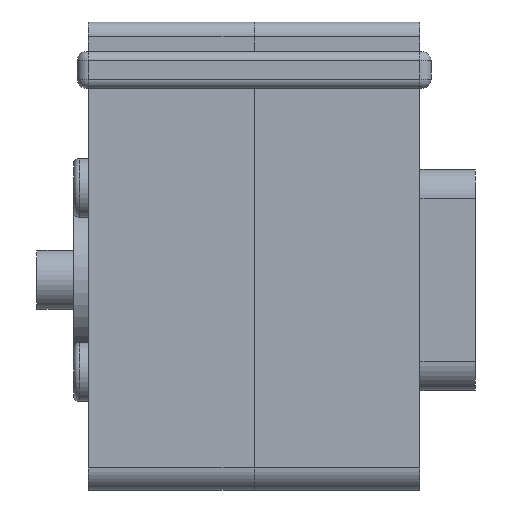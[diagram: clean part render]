
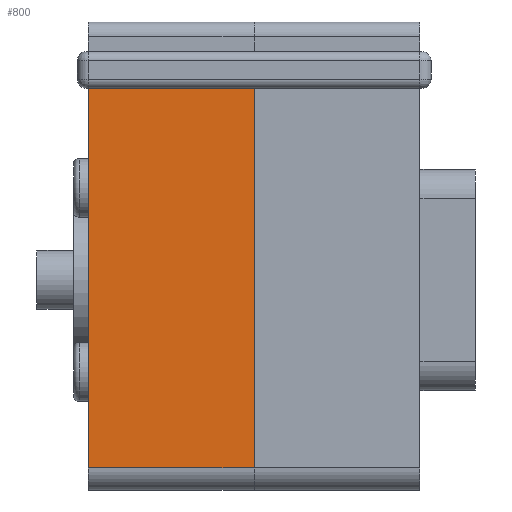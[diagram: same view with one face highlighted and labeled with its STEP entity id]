
A CAD part, left-side view. The second image highlights one B-rep face of the part: STEP entity #800.
In plain terms, the highlighted planar face has unit normal (-1, 0, 0).
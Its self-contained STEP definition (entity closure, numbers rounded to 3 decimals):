
#66 = PLANE('',#67);
#67 = AXIS2_PLACEMENT_3D('',#68,#69,#70);
#68 = CARTESIAN_POINT('',(32.897,22.5,2.541));
#69 = DIRECTION('',(0.,-1.,0.));
#70 = DIRECTION('',(-1.,0.,0.));
#168 = VERTEX_POINT('',#169);
#169 = CARTESIAN_POINT('',(0.,22.5,22.75));
#197 = EDGE_CURVE('',#168,#198,#200,.T.);
#198 = VERTEX_POINT('',#199);
#199 = CARTESIAN_POINT('',(0.,22.5,-28.75));
#200 = SURFACE_CURVE('',#201,(#205,#212),.PCURVE_S1.);
#201 = LINE('',#202,#203);
#202 = CARTESIAN_POINT('',(0.,22.5,29.75));
#203 = VECTOR('',#204,1.);
#204 = DIRECTION('',(0.,0.,-1.));
#205 = PCURVE('',#66,#206);
#206 = DEFINITIONAL_REPRESENTATION('',(#207),#211);
#207 = LINE('',#208,#209);
#208 = CARTESIAN_POINT('',(32.897,-27.209));
#209 = VECTOR('',#210,1.);
#210 = DIRECTION('',(0.,1.));
#211 = ( GEOMETRIC_REPRESENTATION_CONTEXT(2) 
PARAMETRIC_REPRESENTATION_CONTEXT() REPRESENTATION_CONTEXT('2D SPACE',''
  ) );
#212 = PCURVE('',#213,#218);
#213 = PLANE('',#214);
#214 = AXIS2_PLACEMENT_3D('',#215,#216,#217);
#215 = CARTESIAN_POINT('',(0.,0.,29.75));
#216 = DIRECTION('',(-1.,0.,0.));
#217 = DIRECTION('',(0.,0.,-1.));
#218 = DEFINITIONAL_REPRESENTATION('',(#219),#223);
#219 = LINE('',#220,#221);
#220 = CARTESIAN_POINT('',(0.,-22.5));
#221 = VECTOR('',#222,1.);
#222 = DIRECTION('',(1.,0.));
#223 = ( GEOMETRIC_REPRESENTATION_CONTEXT(2) 
PARAMETRIC_REPRESENTATION_CONTEXT() REPRESENTATION_CONTEXT('2D SPACE',''
  ) );
#242 = CYLINDRICAL_SURFACE('',#243,3.);
#243 = AXIS2_PLACEMENT_3D('',#244,#245,#246);
#244 = CARTESIAN_POINT('',(3.,0.,-28.75));
#245 = DIRECTION('',(0.,-1.,0.));
#246 = DIRECTION('',(0.,0.,1.));
#800 = ADVANCED_FACE('',(#801),#213,.T.);
#801 = FACE_BOUND('',#802,.T.);
#802 = EDGE_LOOP('',(#803,#833,#859,#860));
#803 = ORIENTED_EDGE('',*,*,#804,.F.);
#804 = EDGE_CURVE('',#805,#807,#809,.T.);
#805 = VERTEX_POINT('',#806);
#806 = CARTESIAN_POINT('',(0.,0.,
    22.75));
#807 = VERTEX_POINT('',#808);
#808 = CARTESIAN_POINT('',(0.,0.,-28.75));
#809 = SURFACE_CURVE('',#810,(#814,#821),.PCURVE_S1.);
#810 = LINE('',#811,#812);
#811 = CARTESIAN_POINT('',(0.,0.,
    29.75));
#812 = VECTOR('',#813,1.);
#813 = DIRECTION('',(0.,0.,-1.));
#814 = PCURVE('',#213,#815);
#815 = DEFINITIONAL_REPRESENTATION('',(#816),#820);
#816 = LINE('',#817,#818);
#817 = CARTESIAN_POINT('',(0.,0.));
#818 = VECTOR('',#819,1.);
#819 = DIRECTION('',(1.,0.));
#820 = ( GEOMETRIC_REPRESENTATION_CONTEXT(2) 
PARAMETRIC_REPRESENTATION_CONTEXT() REPRESENTATION_CONTEXT('2D SPACE',''
  ) );
#821 = PCURVE('',#822,#827);
#822 = PLANE('',#823);
#823 = AXIS2_PLACEMENT_3D('',#824,#825,#826);
#824 = CARTESIAN_POINT('',(0.,0.,29.75));
#825 = DIRECTION('',(1.,0.,0.));
#826 = DIRECTION('',(0.,0.,-1.));
#827 = DEFINITIONAL_REPRESENTATION('',(#828),#832);
#828 = LINE('',#829,#830);
#829 = CARTESIAN_POINT('',(0.,0.));
#830 = VECTOR('',#831,1.);
#831 = DIRECTION('',(1.,0.));
#832 = ( GEOMETRIC_REPRESENTATION_CONTEXT(2) 
PARAMETRIC_REPRESENTATION_CONTEXT() REPRESENTATION_CONTEXT('2D SPACE',''
  ) );
#833 = ORIENTED_EDGE('',*,*,#834,.T.);
#834 = EDGE_CURVE('',#805,#168,#835,.T.);
#835 = SURFACE_CURVE('',#836,(#840,#847),.PCURVE_S1.);
#836 = LINE('',#837,#838);
#837 = CARTESIAN_POINT('',(0.,-22.5,22.75));
#838 = VECTOR('',#839,1.);
#839 = DIRECTION('',(0.,1.,0.));
#840 = PCURVE('',#213,#841);
#841 = DEFINITIONAL_REPRESENTATION('',(#842),#846);
#842 = LINE('',#843,#844);
#843 = CARTESIAN_POINT('',(7.,22.5));
#844 = VECTOR('',#845,1.);
#845 = DIRECTION('',(0.,-1.));
#846 = ( GEOMETRIC_REPRESENTATION_CONTEXT(2) 
PARAMETRIC_REPRESENTATION_CONTEXT() REPRESENTATION_CONTEXT('2D SPACE',''
  ) );
#847 = PCURVE('',#848,#853);
#848 = PLANE('',#849);
#849 = AXIS2_PLACEMENT_3D('',#850,#851,#852);
#850 = CARTESIAN_POINT('',(0.,-22.5,22.75));
#851 = DIRECTION('',(0.,0.,-1.));
#852 = DIRECTION('',(-1.,0.,0.));
#853 = DEFINITIONAL_REPRESENTATION('',(#854),#858);
#854 = LINE('',#855,#856);
#855 = CARTESIAN_POINT('',(0.,0.));
#856 = VECTOR('',#857,1.);
#857 = DIRECTION('',(0.,1.));
#858 = ( GEOMETRIC_REPRESENTATION_CONTEXT(2) 
PARAMETRIC_REPRESENTATION_CONTEXT() REPRESENTATION_CONTEXT('2D SPACE',''
  ) );
#859 = ORIENTED_EDGE('',*,*,#197,.T.);
#860 = ORIENTED_EDGE('',*,*,#861,.F.);
#861 = EDGE_CURVE('',#807,#198,#862,.T.);
#862 = SURFACE_CURVE('',#863,(#867,#874),.PCURVE_S1.);
#863 = LINE('',#864,#865);
#864 = CARTESIAN_POINT('',(0.,0.,-28.75));
#865 = VECTOR('',#866,1.);
#866 = DIRECTION('',(0.,1.,0.));
#867 = PCURVE('',#213,#868);
#868 = DEFINITIONAL_REPRESENTATION('',(#869),#873);
#869 = LINE('',#870,#871);
#870 = CARTESIAN_POINT('',(58.5,0.));
#871 = VECTOR('',#872,1.);
#872 = DIRECTION('',(0.,-1.));
#873 = ( GEOMETRIC_REPRESENTATION_CONTEXT(2) 
PARAMETRIC_REPRESENTATION_CONTEXT() REPRESENTATION_CONTEXT('2D SPACE',''
  ) );
#874 = PCURVE('',#242,#875);
#875 = DEFINITIONAL_REPRESENTATION('',(#876),#880);
#876 = LINE('',#877,#878);
#877 = CARTESIAN_POINT('',(1.571,0.));
#878 = VECTOR('',#879,1.);
#879 = DIRECTION('',(0.,-1.));
#880 = ( GEOMETRIC_REPRESENTATION_CONTEXT(2) 
PARAMETRIC_REPRESENTATION_CONTEXT() REPRESENTATION_CONTEXT('2D SPACE',''
  ) );
